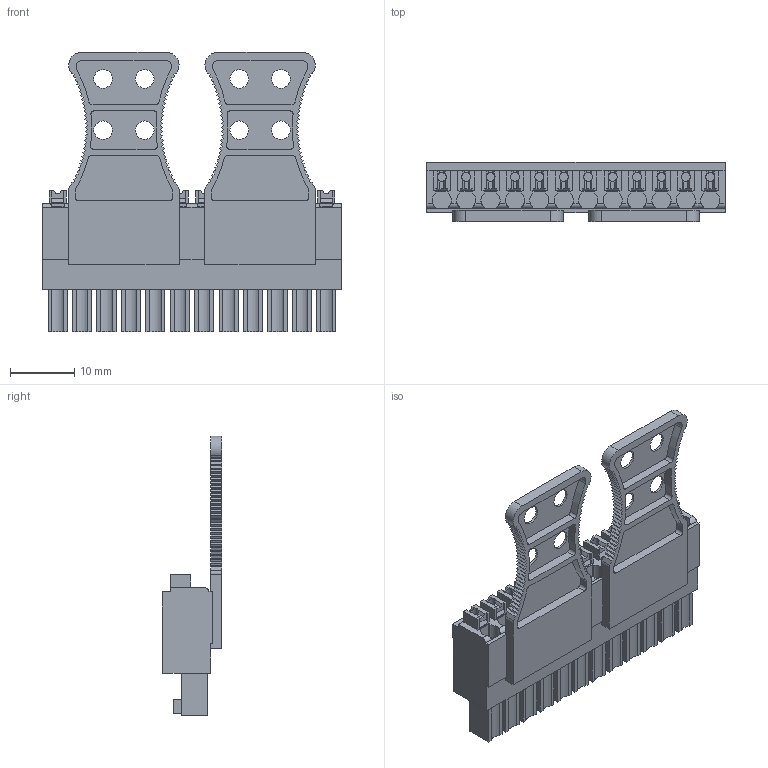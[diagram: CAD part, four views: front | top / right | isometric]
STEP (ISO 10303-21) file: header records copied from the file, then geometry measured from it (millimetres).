
FILE_DESCRIPTION(('CATIA V5 STEP Exchange','CAx-IF Rec.Pracs.--- Model Styling and Organization---1.2---2011-12-15'),'2;1');
FILE_NAME ('D1450029_0', '2018-09-11T12:14:30+00:00', ('none'), ('Weidmueller'), 'CATIA Version 5-6 Release 2014', 'CATIA V5 STEP AP214', 'none');
FILE_SCHEMA(('AUTOMOTIVE_DESIGN { 1 0 10303 214 1 1 1 1 }'));
Length unit declared in the file: millimetre
Products named in the file (1): 1235880000
Bounding box: 46.51 x 9.3 x 43.6 mm (x, y, z)
Volume: 6559.1 mm3; surface area: 7088.6 mm2
Topology: 15 solids, 15 shells, 928 faces, 2568 edges, 1712 vertices
Faces by surface type: plane 773, cylinder 131, cone 24
Entity records: 27447 total; most frequent: CARTESIAN_POINT 5245, ORIENTED_EDGE 5136, DIRECTION 3620, EDGE_CURVE 2568, VECTOR 2102, LINE 2102, VERTEX_POINT 1712, EDGE_LOOP 986
